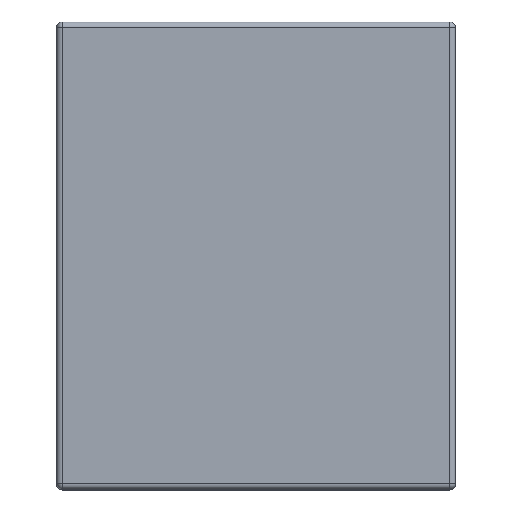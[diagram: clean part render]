
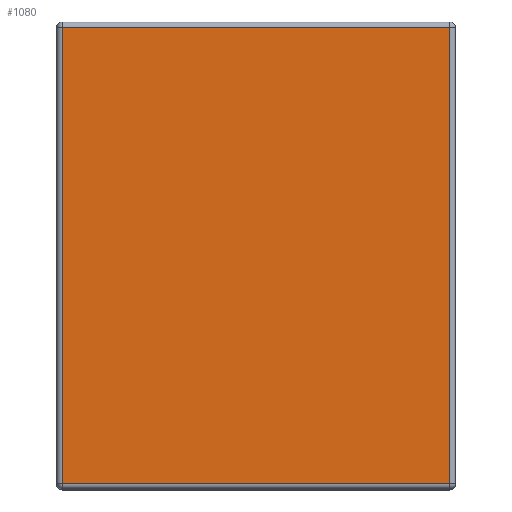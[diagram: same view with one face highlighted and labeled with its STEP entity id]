
A CAD part, top view. The second image highlights one B-rep face of the part: STEP entity #1080.
In plain terms, the highlighted face is planar.
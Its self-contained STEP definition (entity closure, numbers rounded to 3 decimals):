
#10 = DIRECTION ( 'NONE',  ( 1., 0., 0. ) ) ;
#19 = DIRECTION ( 'NONE',  ( 0., 0., -1. ) ) ;
#68 = CARTESIAN_POINT ( 'NONE',  ( -29.5, -10., -24.5 ) ) ;
#229 = PLANE ( 'NONE',  #305 ) ;
#251 = CARTESIAN_POINT ( 'NONE',  ( 0., 30., -24.5 ) ) ;
#305 = AXIS2_PLACEMENT_3D ( 'NONE', #569, #19, #356 ) ;
#311 = VECTOR ( 'NONE', #1347, 1000. ) ;
#314 = CARTESIAN_POINT ( 'NONE',  ( -29.5, 0., -24.5 ) ) ;
#356 = DIRECTION ( 'NONE',  ( -1., 0., 0. ) ) ;
#376 = ORIENTED_EDGE ( 'NONE', *, *, #548, .T. ) ;
#461 = ORIENTED_EDGE ( 'NONE', *, *, #1032, .T. ) ;
#489 = VERTEX_POINT ( 'NONE', #1387 ) ;
#524 = CARTESIAN_POINT ( 'NONE',  ( 4.5, 30., -24.5 ) ) ;
#548 = EDGE_CURVE ( 'NONE', #1204, #489, #690, .T. ) ;
#569 = CARTESIAN_POINT ( 'NONE',  ( 0., 0., -24.5 ) ) ;
#663 = LINE ( 'NONE', #314, #311 ) ;
#690 = LINE ( 'NONE', #1071, #838 ) ;
#739 = EDGE_LOOP ( 'NONE', ( #940, #376, #1177, #461 ) ) ;
#838 = VECTOR ( 'NONE', #1154, 1000. ) ;
#902 = CARTESIAN_POINT ( 'NONE',  ( -29.5, 30., -24.5 ) ) ;
#939 = FACE_OUTER_BOUND ( 'NONE', #739, .T. ) ;
#940 = ORIENTED_EDGE ( 'NONE', *, *, #1132, .T. ) ;
#944 = LINE ( 'NONE', #251, #1291 ) ;
#948 = VERTEX_POINT ( 'NONE', #68 ) ;
#1028 = VERTEX_POINT ( 'NONE', #902 ) ;
#1032 = EDGE_CURVE ( 'NONE', #948, #1028, #663, .T. ) ;
#1071 = CARTESIAN_POINT ( 'NONE',  ( 4.5, 0., -24.5 ) ) ;
#1080 = ADVANCED_FACE ( 'NONE', ( #939 ), #229, .T. ) ;
#1087 = CARTESIAN_POINT ( 'NONE',  ( 0., -10., -24.5 ) ) ;
#1132 = EDGE_CURVE ( 'NONE', #1028, #1204, #944, .T. ) ;
#1154 = DIRECTION ( 'NONE',  ( 0., -1., 0. ) ) ;
#1169 = EDGE_CURVE ( 'NONE', #489, #948, #1213, .T. ) ;
#1177 = ORIENTED_EDGE ( 'NONE', *, *, #1169, .T. ) ;
#1204 = VERTEX_POINT ( 'NONE', #524 ) ;
#1213 = LINE ( 'NONE', #1087, #1269 ) ;
#1269 = VECTOR ( 'NONE', #1310, 1000. ) ;
#1291 = VECTOR ( 'NONE', #10, 1000. ) ;
#1310 = DIRECTION ( 'NONE',  ( -1., 0., 0. ) ) ;
#1347 = DIRECTION ( 'NONE',  ( 0., 1., 0. ) ) ;
#1387 = CARTESIAN_POINT ( 'NONE',  ( 4.5, -10., -24.5 ) ) ;
